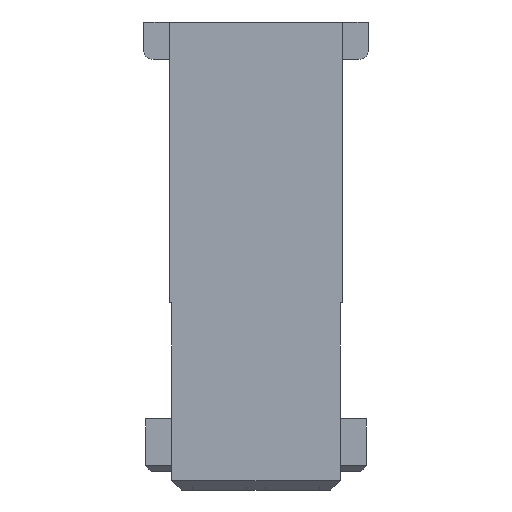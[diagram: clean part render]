
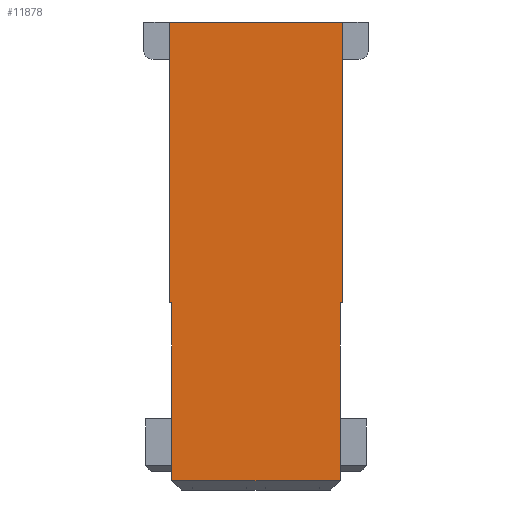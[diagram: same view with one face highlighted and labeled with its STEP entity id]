
A CAD part, left-side view. The second image highlights one B-rep face of the part: STEP entity #11878.
In plain terms, the highlighted planar face has unit normal (-1, 0, 0).
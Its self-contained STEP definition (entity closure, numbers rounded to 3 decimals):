
#2808=ORIENTED_EDGE('',*,*,#3529,.T.);
#2809=ORIENTED_EDGE('',*,*,#4745,.T.);
#2810=ORIENTED_EDGE('',*,*,#5049,.T.);
#2811=ORIENTED_EDGE('',*,*,#5042,.T.);
#2812=ORIENTED_EDGE('',*,*,#3603,.T.);
#2813=ORIENTED_EDGE('',*,*,#5050,.T.);
#2814=ORIENTED_EDGE('',*,*,#3786,.T.);
#2815=ORIENTED_EDGE('',*,*,#5048,.T.);
#3529=EDGE_CURVE('',#5219,#5218,#6322,.T.);
#3603=EDGE_CURVE('',#5288,#5287,#6394,.T.);
#3786=EDGE_CURVE('',#5396,#5395,#6547,.T.);
#4745=EDGE_CURVE('',#5218,#6072,#7480,.T.);
#5042=EDGE_CURVE('',#6223,#5288,#7777,.T.);
#5048=EDGE_CURVE('',#5395,#5219,#7783,.T.);
#5049=EDGE_CURVE('',#6072,#6223,#7784,.T.);
#5050=EDGE_CURVE('',#5287,#5396,#7785,.T.);
#5218=VERTEX_POINT('',#15667);
#5219=VERTEX_POINT('',#15669);
#5287=VERTEX_POINT('',#15816);
#5288=VERTEX_POINT('',#15818);
#5395=VERTEX_POINT('',#16183);
#5396=VERTEX_POINT('',#16185);
#6072=VERTEX_POINT('',#18149);
#6223=VERTEX_POINT('',#18694);
#6322=LINE('',#15668,#7951);
#6394=LINE('',#15817,#8023);
#6547=LINE('',#16184,#8176);
#7480=LINE('',#18150,#9109);
#7777=LINE('',#18693,#9406);
#7783=LINE('',#18703,#9412);
#7784=LINE('',#18705,#9413);
#7785=LINE('',#18706,#9414);
#7951=VECTOR('',#12681,1000.);
#8023=VECTOR('',#12769,1000.);
#8176=VECTOR('',#13134,1000.);
#9109=VECTOR('',#14779,1000.);
#9406=VECTOR('',#15268,1000.);
#9412=VECTOR('',#15280,1000.);
#9413=VECTOR('',#15283,1000.);
#9414=VECTOR('',#15284,1000.);
#10069=EDGE_LOOP('',(#2808,#2809,#2810,#2811,#2812,#2813,#2814,#2815));
#10696=FACE_BOUND('',#10069,.T.);
#11280=PLANE('',#12550);
#11878=ADVANCED_FACE('',(#10696),#11280,.T.);
#12550=AXIS2_PLACEMENT_3D('',#18704,#15281,#15282);
#12681=DIRECTION('',(0.,0.,-1.));
#12769=DIRECTION('',(0.,0.,1.));
#13134=DIRECTION('',(0.,0.,-1.));
#14779=DIRECTION('',(0.,-1.,0.));
#15268=DIRECTION('',(0.,-1.,0.));
#15280=DIRECTION('',(0.,-1.,0.));
#15281=DIRECTION('',(-1.,0.,0.));
#15282=DIRECTION('',(0.,0.,1.));
#15283=DIRECTION('',(0.,0.,1.));
#15284=DIRECTION('',(0.,1.,0.));
#15667=CARTESIAN_POINT('',(-20.,4.5,-12.));
#15668=CARTESIAN_POINT('',(-20.,4.5,-2.5));
#15669=CARTESIAN_POINT('',(-20.,4.5,-2.5));
#15816=CARTESIAN_POINT('',(-20.,-4.625,12.5));
#15817=CARTESIAN_POINT('',(-20.,-4.625,12.5));
#15818=CARTESIAN_POINT('',(-20.,-4.625,-2.5));
#16183=CARTESIAN_POINT('',(-20.,4.625,-2.5));
#16184=CARTESIAN_POINT('',(-20.,4.625,12.5));
#16185=CARTESIAN_POINT('',(-20.,4.625,12.5));
#18149=CARTESIAN_POINT('',(-20.,-4.5,-12.));
#18150=CARTESIAN_POINT('',(-20.,-4.5,-12.));
#18693=CARTESIAN_POINT('',(-20.,-4.625,-2.5));
#18694=CARTESIAN_POINT('',(-20.,-4.5,-2.5));
#18703=CARTESIAN_POINT('',(-20.,4.625,-2.5));
#18704=CARTESIAN_POINT('',(-20.,0.,0.));
#18705=CARTESIAN_POINT('',(-20.,-4.5,-2.5));
#18706=CARTESIAN_POINT('',(-20.,4.625,12.5));
